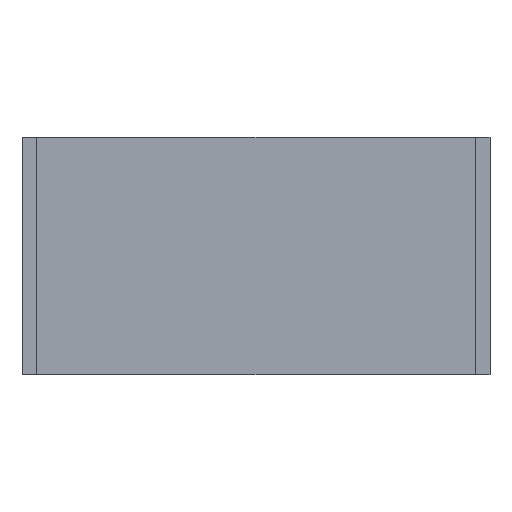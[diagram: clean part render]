
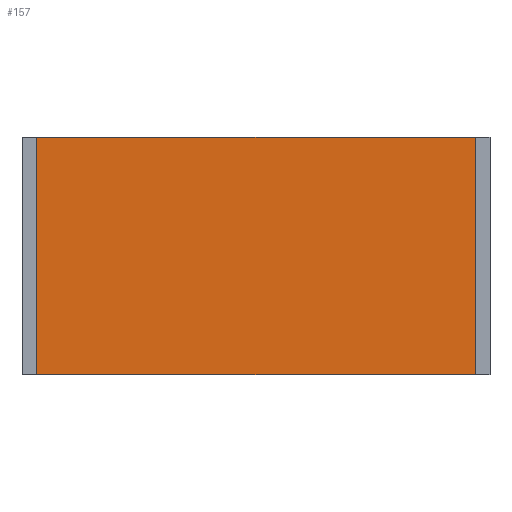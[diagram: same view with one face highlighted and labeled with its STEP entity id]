
A CAD part, top view. The second image highlights one B-rep face of the part: STEP entity #157.
In plain terms, the highlighted planar face has unit normal (0, 0, 1).
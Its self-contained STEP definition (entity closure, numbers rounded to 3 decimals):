
#157=ADVANCED_FACE('',(#261),#263,.T.);
#261=FACE_BOUND('',#262,.T.);
#262=EDGE_LOOP('',(#342,#343,#344,#345));
#263=PLANE('',#264);
#264=AXIS2_PLACEMENT_3D('',#265,#266,#267);
#265=CARTESIAN_POINT('',(0.,0.,0.52));
#266=DIRECTION('',(0.,0.,1.));
#267=DIRECTION('',(1.,0.,0.));
#342=ORIENTED_EDGE('',*,*,#368,.F.);
#343=ORIENTED_EDGE('',*,*,#387,.T.);
#344=ORIENTED_EDGE('',*,*,#376,.F.);
#345=ORIENTED_EDGE('',*,*,#388,.T.);
#368=EDGE_CURVE('',#415,#417,#418,.T.);
#376=EDGE_CURVE('',#430,#432,#433,.T.);
#387=EDGE_CURVE('',#415,#432,#447,.T.);
#388=EDGE_CURVE('',#430,#417,#448,.T.);
#415=VERTEX_POINT('',#501);
#417=VERTEX_POINT('',#505);
#418=LINE('',#506,#507);
#430=VERTEX_POINT('',#532);
#432=VERTEX_POINT('',#536);
#433=LINE('',#537,#538);
#447=LINE('',#573,#574);
#448=LINE('',#576,#577);
#501=CARTESIAN_POINT('',(0.2,0.,0.52));
#505=CARTESIAN_POINT('',(6.1,0.,0.52));
#506=CARTESIAN_POINT('',(0.2,0.,0.52));
#507=VECTOR('',#508,1.);
#508=DIRECTION('',(1.,0.,0.));
#532=CARTESIAN_POINT('',(6.1,-3.2,0.52));
#536=CARTESIAN_POINT('',(0.2,-3.2,0.52));
#537=CARTESIAN_POINT('',(6.1,-3.2,0.52));
#538=VECTOR('',#539,1.);
#539=DIRECTION('',(-1.,0.,0.));
#573=CARTESIAN_POINT('',(0.2,0.,0.52));
#574=VECTOR('',#575,1.);
#575=DIRECTION('',(0.,-1.,0.));
#576=CARTESIAN_POINT('',(6.1,-3.2,0.52));
#577=VECTOR('',#578,1.);
#578=DIRECTION('',(0.,1.,0.));
